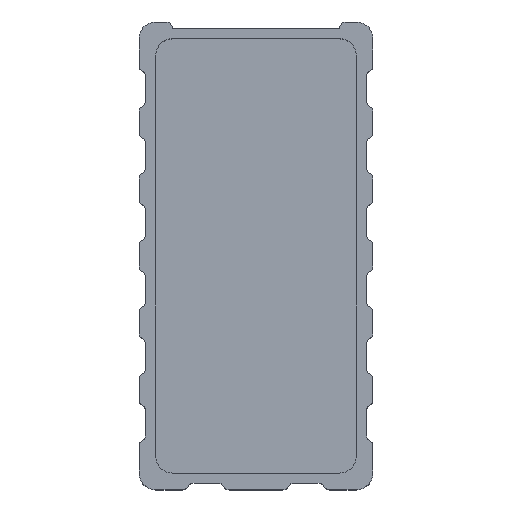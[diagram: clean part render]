
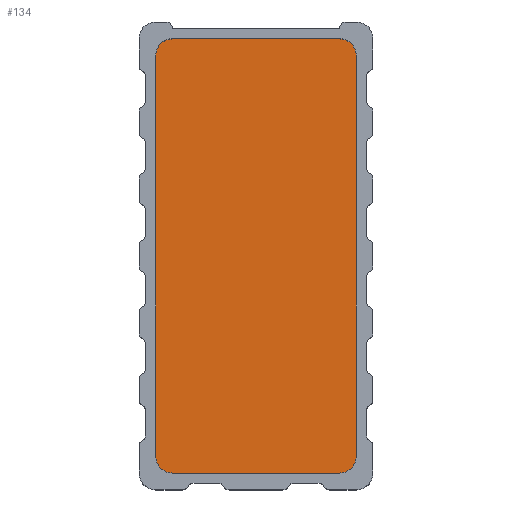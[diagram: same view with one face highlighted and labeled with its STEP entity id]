
A CAD part, top view. The second image highlights one B-rep face of the part: STEP entity #134.
In plain terms, the highlighted planar face has unit normal (0, 0, 1).
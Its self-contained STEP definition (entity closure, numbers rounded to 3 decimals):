
#134=ADVANCED_FACE('',(#1141),#1143,.T.);
#1141=FACE_BOUND('',#1142,.T.);
#1142=EDGE_LOOP('',(#1991,#1992,#1993,#1994,#1995,#1996,#1997,#1998));
#1143=PLANE('',#1144);
#1144=AXIS2_PLACEMENT_3D('',#1145,#1146,#1147);
#1145=CARTESIAN_POINT('',(0.,0.,5.));
#1146=DIRECTION('',(0.,0.,1.));
#1147=DIRECTION('',(-1.,0.,0.));
#1991=ORIENTED_EDGE('',*,*,#2617,.F.);
#1992=ORIENTED_EDGE('',*,*,#2618,.T.);
#1993=ORIENTED_EDGE('',*,*,#2619,.F.);
#1994=ORIENTED_EDGE('',*,*,#2620,.T.);
#1995=ORIENTED_EDGE('',*,*,#2513,.F.);
#1996=ORIENTED_EDGE('',*,*,#2498,.T.);
#1997=ORIENTED_EDGE('',*,*,#2616,.F.);
#1998=ORIENTED_EDGE('',*,*,#2621,.T.);
#2498=EDGE_CURVE('',#2815,#2820,#2822,.T.);
#2513=EDGE_CURVE('',#2815,#2847,#2851,.F.);
#2616=EDGE_CURVE('',#3052,#2820,#3054,.F.);
#2617=EDGE_CURVE('',#3055,#3056,#3057,.F.);
#2618=EDGE_CURVE('',#3055,#3058,#3059,.T.);
#2619=EDGE_CURVE('',#3060,#3058,#3061,.F.);
#2620=EDGE_CURVE('',#3060,#2847,#3062,.T.);
#2621=EDGE_CURVE('',#3052,#3056,#3063,.T.);
#2815=VERTEX_POINT('',#3351);
#2820=VERTEX_POINT('',#3360);
#2822=LINE('',#3364,#3365);
#2847=VERTEX_POINT('',#3423);
#2851=CIRCLE('',#3432,5.);
#3052=VERTEX_POINT('',#3903);
#3054=CIRCLE('',#3907,5.);
#3055=VERTEX_POINT('',#3911);
#3056=VERTEX_POINT('',#3912);
#3057=CIRCLE('',#3913,5.);
#3058=VERTEX_POINT('',#3917);
#3059=LINE('',#3918,#3919);
#3060=VERTEX_POINT('',#3921);
#3061=CIRCLE('',#3922,5.);
#3062=LINE('',#3926,#3927);
#3063=LINE('',#3929,#3930);
#3351=CARTESIAN_POINT('',(25.,65.,5.));
#3360=CARTESIAN_POINT('',(-25.,65.,5.));
#3364=CARTESIAN_POINT('',(25.,65.,5.));
#3365=VECTOR('',#3366,1.);
#3366=DIRECTION('',(-1.,0.,0.));
#3423=CARTESIAN_POINT('',(30.,60.,5.));
#3432=AXIS2_PLACEMENT_3D('',#3433,#3434,#3435);
#3433=CARTESIAN_POINT('',(25.,60.,5.));
#3434=DIRECTION('',(0.,0.,1.));
#3435=DIRECTION('',(1.,0.,0.));
#3903=CARTESIAN_POINT('',(-30.,60.,5.));
#3907=AXIS2_PLACEMENT_3D('',#3908,#3909,#3910);
#3908=CARTESIAN_POINT('',(-25.,60.,5.));
#3909=DIRECTION('',(0.,0.,1.));
#3910=DIRECTION('',(0.,1.,0.));
#3911=CARTESIAN_POINT('',(-25.,-65.,5.));
#3912=CARTESIAN_POINT('',(-30.,-60.,5.));
#3913=AXIS2_PLACEMENT_3D('',#3914,#3915,#3916);
#3914=CARTESIAN_POINT('',(-25.,-60.,5.));
#3915=DIRECTION('',(0.,0.,1.));
#3916=DIRECTION('',(-1.,0.,0.));
#3917=CARTESIAN_POINT('',(25.,-65.,5.));
#3918=CARTESIAN_POINT('',(-25.,-65.,5.));
#3919=VECTOR('',#3920,1.);
#3920=DIRECTION('',(1.,0.,0.));
#3921=CARTESIAN_POINT('',(30.,-60.,5.));
#3922=AXIS2_PLACEMENT_3D('',#3923,#3924,#3925);
#3923=CARTESIAN_POINT('',(25.,-60.,5.));
#3924=DIRECTION('',(0.,0.,1.));
#3925=DIRECTION('',(0.,-1.,0.));
#3926=CARTESIAN_POINT('',(30.,-60.,5.));
#3927=VECTOR('',#3928,1.);
#3928=DIRECTION('',(0.,1.,0.));
#3929=CARTESIAN_POINT('',(-30.,60.,5.));
#3930=VECTOR('',#3931,1.);
#3931=DIRECTION('',(0.,-1.,0.));
